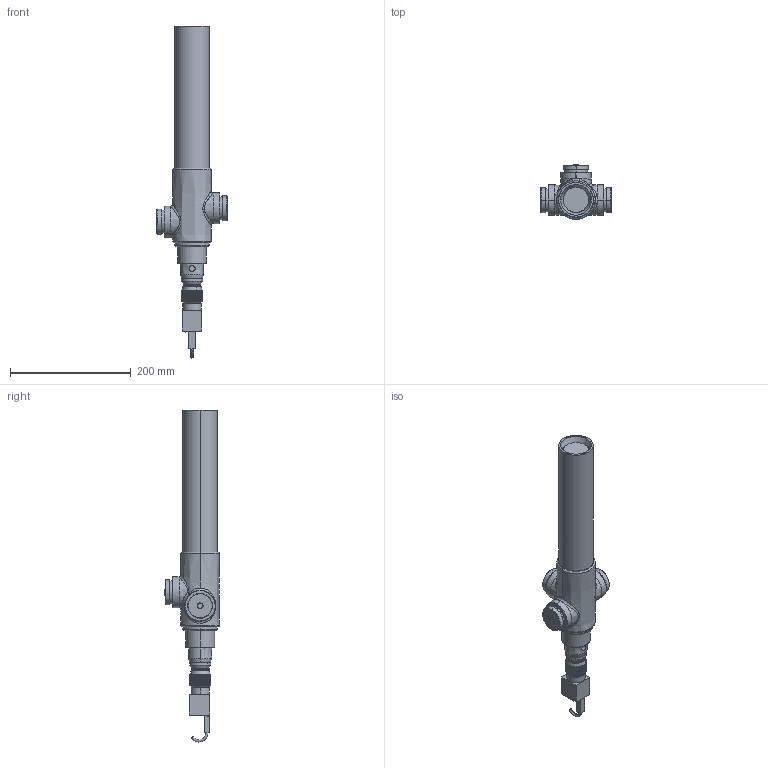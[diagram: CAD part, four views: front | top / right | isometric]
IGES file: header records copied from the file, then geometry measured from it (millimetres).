
Start section: SolidWorks IGES file using analytic representation for surfaces
Global section: file name: 71-2022+8420-2140SE-M.IGS; native system: SolidWorks 2013; preprocessor: SolidWorks 2013; author: igipson; date: 130524.095423; units: millimetre
Bounding box: 117.47 x 90.49 x 549.25 mm (x, y, z)
Surface area: 109762.4 mm2 (no closed solid volume)
Topology: 0 solids, 0 shells, 1043 faces, 8762 edges, 8760 vertices
Faces by surface type: bspline 694, revolution 349
